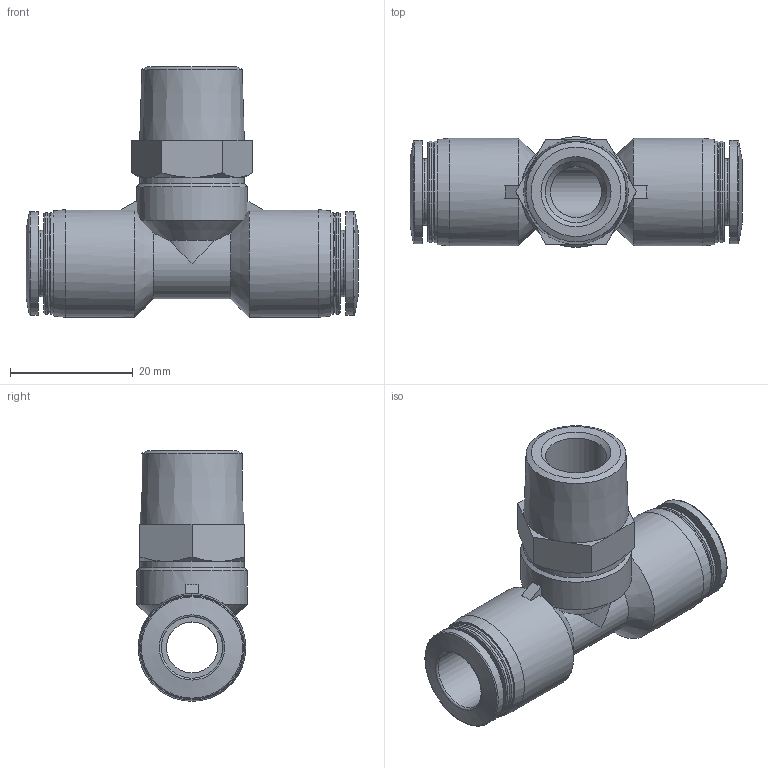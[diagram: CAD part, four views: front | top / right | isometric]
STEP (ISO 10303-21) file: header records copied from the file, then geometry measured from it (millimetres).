
FILE_DESCRIPTION(/* description */ ('STEP AP214'),/* implementation_level */ '2;1');
FILE_NAME(/* name */ '130800_QST-3_8-10-20',/* time_stamp */ '2024-09-14T16:33:25+02:00',/* author */ ('License CC BY-ND 4.0'),/* organization */ ('CADENAS'),/* preprocessor_version */ 'ST-DEVELOPER v19.3',/* originating_system */ 'PARTsolutions',/* authorisation */ ' ');
FILE_SCHEMA (('AUTOMOTIVE_DESIGN {1 0 10303 214 3 1 1}'));
Length unit declared in the file: millimetre
Products named in the file (1): 130800 QST-3/8-10-20
Bounding box: 54 x 18 x 40.75 mm (x, y, z)
Volume: 10779.9 mm3; surface area: 7412.7 mm2
Topology: 1 solids, 1 shells, 79 faces, 184 edges, 113 vertices
Faces by surface type: plane 28, cone 25, cylinder 20, torus 6
Full cylindrical faces by diameter (mm): 8.3 x2, 9.997 x1, 10 x2, 10.8 x2, 16.5 x4, 16.8 x2, 17 x1, 17.5 x2, 18 x1
Entity records: 2607 total; most frequent: CARTESIAN_POINT 424, DIRECTION 341, ORIENTED_EDGE 278, AXIS2_PLACEMENT_3D 155, EDGE_CURVE 139, EDGE_LOOP 127, FACE_BOUND 127, VERTEX_POINT 106
